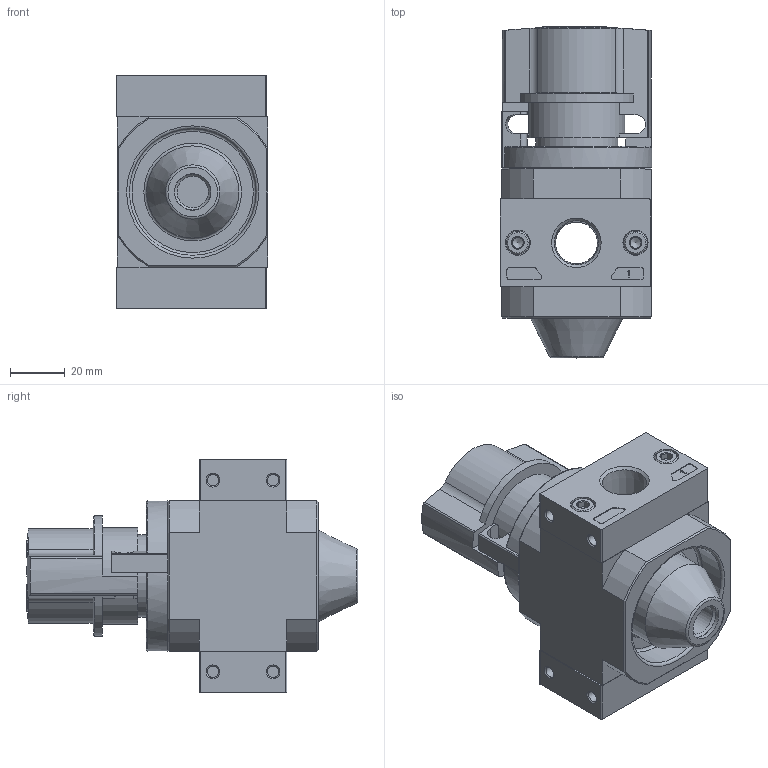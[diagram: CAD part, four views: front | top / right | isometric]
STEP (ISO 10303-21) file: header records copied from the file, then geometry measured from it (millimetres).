
FILE_DESCRIPTION(/* description */ ('STEP AP214'),/* implementation_level */ '2;1');
FILE_NAME(/* name */ '173895_HE-3_8-D-MIDI-NPT',/* time_stamp */ '2024-08-29T02:46:34+02:00',/* author */ ('License CC BY-ND 4.0'),/* organization */ ('CADENAS'),/* preprocessor_version */ 'ST-DEVELOPER v19.3',/* originating_system */ 'PARTsolutions',/* authorisation */ ' ');
FILE_SCHEMA (('AUTOMOTIVE_DESIGN {1 0 10303 214 3 1 1}'));
Length unit declared in the file: millimetre
Products named in the file (6): 173895 HE-3/8-D-MIDI-NPT; 360721 HE-MIDI; 369989 LF-D-MIDI; 679807 PBL-3/8-D-MIDI-L-NPT--P1; DIN-912 - M5x18(F); 679808 PBL-3/8-D-MIDI-R-NPT--P1
Assembly tree (9 placements, depth 2):
  173895 HE-3/8-D-MIDI-NPT
    360721 HE-MIDI
    369989 LF-D-MIDI  x2
    679807 PBL-3/8-D-MIDI-L-NPT--P1
    DIN-912 - M5x18(F)  x4
    679808 PBL-3/8-D-MIDI-R-NPT--P1
Bounding box: 55.5 x 121.28 x 85 mm (x, y, z)
Volume: 249270.5 mm3; surface area: 58859.6 mm2
Topology: 9 solids, 9 shells, 483 faces, 1136 edges, 707 vertices
Faces by surface type: plane 263, cylinder 111, cone 88, torus 12, sphere 9
Full cylindrical faces by diameter (mm): 4.134 x8, 5 x4, 7.3 x4, 7.5 x2, 8 x4, 8.2 x4, 8.5 x4, 11.445 x1, 13.3 x1, 23.9 x1, 24 x1, 24.9 x1, 26.7 x1, 29.7 x1, 30 x1, 31.1 x1, 33.7 x1, 35.2 x1, 46.3 x1
Entity records: 12764 total; most frequent: CARTESIAN_POINT 1981, DIRECTION 1980, ORIENTED_EDGE 1712, EDGE_CURVE 856, AXIS2_PLACEMENT_3D 770, VERTEX_POINT 595, FACE_BOUND 519, EDGE_LOOP 516
